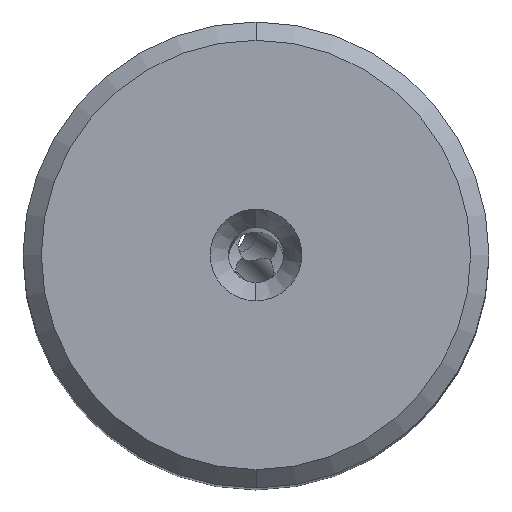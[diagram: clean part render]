
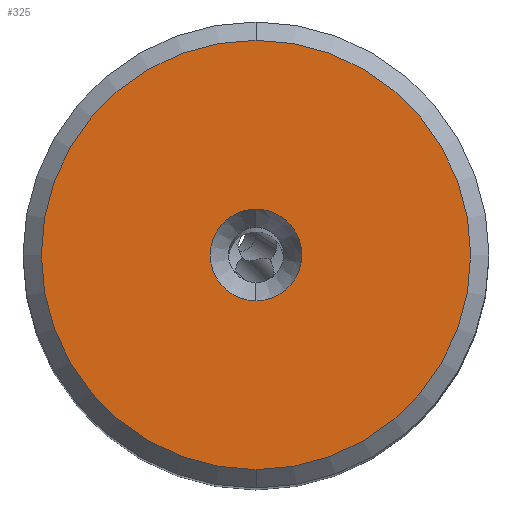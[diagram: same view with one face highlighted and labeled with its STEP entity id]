
A CAD part, top view. The second image highlights one B-rep face of the part: STEP entity #325.
In plain terms, the highlighted planar face has unit normal (0, 0, 1).
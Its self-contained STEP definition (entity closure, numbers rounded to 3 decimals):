
#93=PLANE('',#4509);
#147=FACE_BOUND('',#861,.T.);
#148=FACE_BOUND('',#862,.T.);
#325=ADVANCED_FACE('',(#147,#148),#93,.T.);
#861=EDGE_LOOP('',(#2363,#2364));
#862=EDGE_LOOP('',(#2365,#2366));
#1093=CIRCLE('',#4503,2.5);
#1094=CIRCLE('',#4505,2.5);
#1095=CIRCLE('',#4507,11.7);
#1096=CIRCLE('',#4508,11.7);
#2363=ORIENTED_EDGE('',*,*,#3750,.T.);
#2364=ORIENTED_EDGE('',*,*,#3751,.T.);
#2365=ORIENTED_EDGE('',*,*,#3747,.T.);
#2366=ORIENTED_EDGE('',*,*,#3749,.T.);
#3202=VERTEX_POINT('',#8371);
#3203=VERTEX_POINT('',#8373);
#3204=VERTEX_POINT('',#8379);
#3205=VERTEX_POINT('',#8380);
#3747=EDGE_CURVE('',#3203,#3202,#1093,.T.);
#3749=EDGE_CURVE('',#3202,#3203,#1094,.T.);
#3750=EDGE_CURVE('',#3204,#3205,#1095,.T.);
#3751=EDGE_CURVE('',#3205,#3204,#1096,.T.);
#4503=AXIS2_PLACEMENT_3D('',#8372,#5362,#5363);
#4505=AXIS2_PLACEMENT_3D('',#8376,#5367,#5368);
#4507=AXIS2_PLACEMENT_3D('',#8378,#5371,#5372);
#4508=AXIS2_PLACEMENT_3D('',#8381,#5373,#5374);
#4509=AXIS2_PLACEMENT_3D('',#8382,#5375,#5376);
#5362=DIRECTION('',(0.,0.,-1.));
#5363=DIRECTION('',(0.,1.,0.));
#5367=DIRECTION('',(0.,0.,-1.));
#5368=DIRECTION('',(0.,-1.,0.));
#5371=DIRECTION('',(0.,0.,1.));
#5372=DIRECTION('',(0.,1.,0.));
#5373=DIRECTION('',(0.,0.,1.));
#5374=DIRECTION('',(0.,-1.,0.));
#5375=DIRECTION('',(0.,0.,1.));
#5376=DIRECTION('',(0.,-1.,0.));
#8371=CARTESIAN_POINT('',(0.,-2.5,0.));
#8372=CARTESIAN_POINT('',(0.,0.,0.));
#8373=CARTESIAN_POINT('',(0.,2.5,0.));
#8376=CARTESIAN_POINT('',(0.,0.,0.));
#8378=CARTESIAN_POINT('',(0.,0.,0.));
#8379=CARTESIAN_POINT('',(0.,11.7,0.));
#8380=CARTESIAN_POINT('',(0.,-11.7,0.));
#8381=CARTESIAN_POINT('',(0.,0.,0.));
#8382=CARTESIAN_POINT('',(0.,0.,0.));
